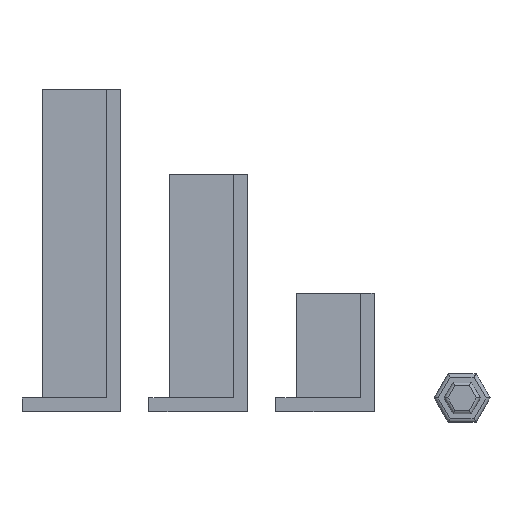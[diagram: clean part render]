
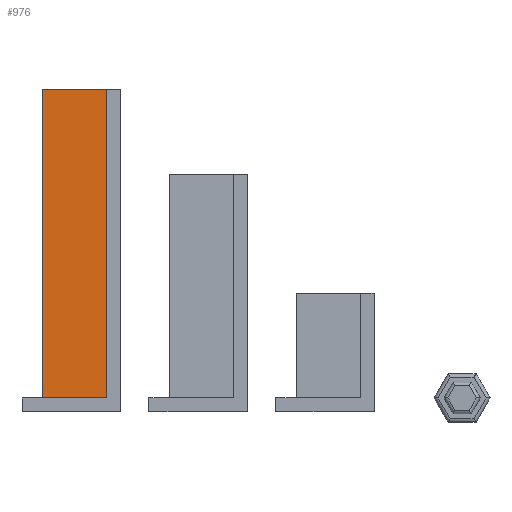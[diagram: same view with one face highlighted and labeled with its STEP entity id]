
A CAD part, top view. The second image highlights one B-rep face of the part: STEP entity #976.
In plain terms, the highlighted planar face has unit normal (0, 0, 1).
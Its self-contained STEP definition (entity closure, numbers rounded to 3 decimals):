
#60=PLANE('',#1062);
#117=FACE_OUTER_BOUND('',#175,.T.);
#175=EDGE_LOOP('',(#882,#883,#884,#885));
#290=LINE('',#1556,#410);
#297=LINE('',#1570,#417);
#303=LINE('',#1582,#423);
#304=LINE('',#1583,#424);
#410=VECTOR('',#1287,10.);
#417=VECTOR('',#1296,10.);
#423=VECTOR('',#1306,10.);
#424=VECTOR('',#1307,10.);
#502=VERTEX_POINT('',#1554);
#503=VERTEX_POINT('',#1555);
#509=VERTEX_POINT('',#1568);
#513=VERTEX_POINT('',#1581);
#626=EDGE_CURVE('',#502,#503,#290,.T.);
#633=EDGE_CURVE('',#509,#502,#297,.T.);
#639=EDGE_CURVE('',#503,#513,#303,.T.);
#640=EDGE_CURVE('',#513,#509,#304,.T.);
#882=ORIENTED_EDGE('',*,*,#639,.F.);
#883=ORIENTED_EDGE('',*,*,#626,.F.);
#884=ORIENTED_EDGE('',*,*,#633,.F.);
#885=ORIENTED_EDGE('',*,*,#640,.F.);
#976=ADVANCED_FACE('',(#117),#60,.F.);
#1062=AXIS2_PLACEMENT_3D('',#1580,#1304,#1305);
#1287=DIRECTION('',(1.,0.,0.));
#1296=DIRECTION('',(0.,1.,0.));
#1304=DIRECTION('center_axis',(0.,0.,-1.));
#1305=DIRECTION('ref_axis',(-1.,0.,0.));
#1306=DIRECTION('',(0.,-1.,0.));
#1307=DIRECTION('',(-1.,0.,0.));
#1554=CARTESIAN_POINT('',(-248.,182.,0.));
#1555=CARTESIAN_POINT('',(-210.,182.,0.));
#1556=CARTESIAN_POINT('',(-248.,182.,0.));
#1568=CARTESIAN_POINT('',(-248.,0.,0.));
#1570=CARTESIAN_POINT('',(-248.,-8.,0.));
#1580=CARTESIAN_POINT('Origin',(-225.,87.,0.));
#1581=CARTESIAN_POINT('',(-210.,0.,0.));
#1582=CARTESIAN_POINT('',(-210.,180.,0.));
#1583=CARTESIAN_POINT('',(-202.,0.,0.));
